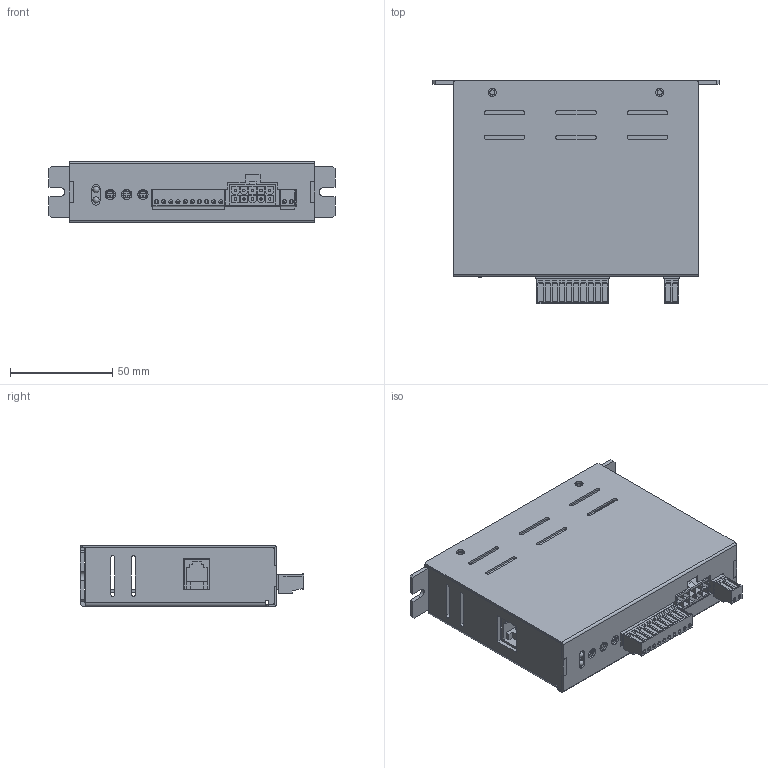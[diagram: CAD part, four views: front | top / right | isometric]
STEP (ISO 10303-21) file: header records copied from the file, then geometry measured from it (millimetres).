
FILE_DESCRIPTION( ( '' ), '1' );
FILE_NAME( 'DT-040-D(NEW).stp', '2018-05-02T02:01:03', ( 'Dimamotor' ), ( 'Dimamotor' ), 'PSStep 17.0.49', ' ', ' ' );
FILE_SCHEMA( ( 'AUTOMOTIVE_DESIGN { 1 0 10303 214 1 1 1 1 }' ) );
Length unit declared in the file: millimetre
Products named in the file (14): Assem1; 01-PCB; 2P-LED-T; 可變電阻; ECH350R-11P; 4.2 mmHeaders-10P; ECH350R-02P; M3X8半圓頭; 網路埠; M3鉚釘-5.0高; MEAA-D12-41; MEAA-U12-41; EC350RL-10P; EC350RL-2P
Assembly tree (21 placements, depth 2):
  Assem1
    01-PCB
    2P-LED-T
    可變電阻  x3
    ECH350R-11P
    4.2 mmHeaders-10P
    ECH350R-02P
    M3X8半圓頭  x4
    網路埠
    M3鉚釘-5.0高  x4
    MEAA-D12-41
    MEAA-U12-41
    EC350RL-10P
    EC350RL-2P
Bounding box: 140 x 109.4 x 30 mm (x, y, z)
Volume: 80572.8 mm3; surface area: 108566.4 mm2
Topology: 21 solids, 21 shells, 2458 faces, 6379 edges, 4177 vertices
Faces by surface type: plane 2138, cylinder 258, cone 42, torus 14, bspline 4, sphere 2
Full cylindrical faces by diameter (mm): 0.5 x4, 0.6 x9, 1.2 x25, 1.251 x12, 1.271 x1, 1.85 x2, 2 x12, 2.459 x4, 2.5 x2, 3 x6, 3.39 x3, 3.4 x3, 3.6 x4, 4 x6, 4.2 x8, 5 x7, 6 x4
Entity records: 74092 total; most frequent: CARTESIAN_POINT 10607, ORIENTED_EDGE 9812, DIRECTION 9307, EDGE_CURVE 4906, LINE 4287, VECTOR 4287, VERTEX_POINT 3264, AXIS2_PLACEMENT_3D 2510
